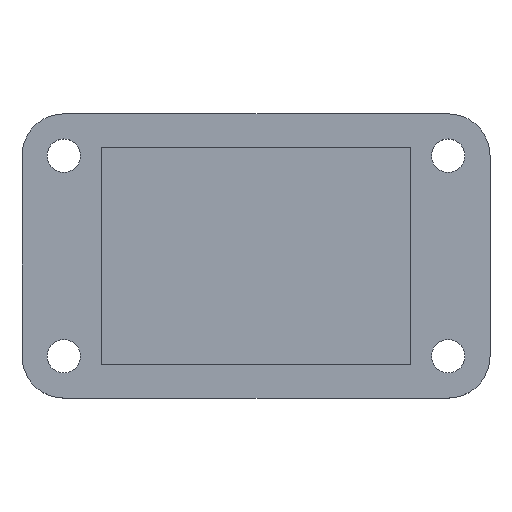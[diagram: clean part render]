
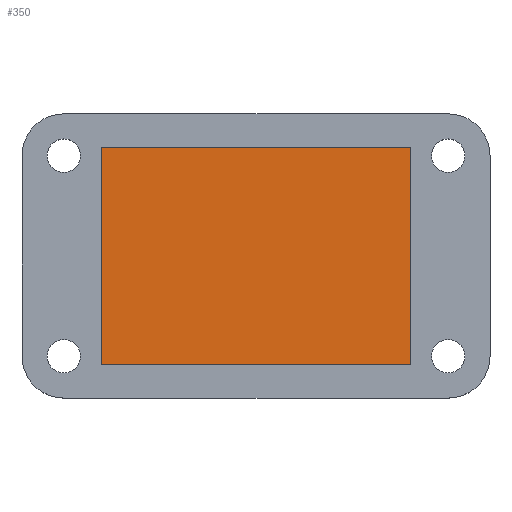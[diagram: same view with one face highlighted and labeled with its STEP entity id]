
A CAD part, top view. The second image highlights one B-rep face of the part: STEP entity #350.
In plain terms, the highlighted planar face has unit normal (0, 0, 1).
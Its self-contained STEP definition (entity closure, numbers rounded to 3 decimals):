
#52=FACE_OUTER_BOUND('',#71,.T.);
#71=EDGE_LOOP('',(#255,#256,#257,#258));
#97=LINE('',#526,#129);
#101=LINE('',#533,#133);
#103=LINE('',#538,#135);
#106=LINE('',#542,#138);
#129=VECTOR('',#420,10.);
#133=VECTOR('',#426,10.);
#135=VECTOR('',#430,10.);
#138=VECTOR('',#435,10.);
#161=VERTEX_POINT('',#523);
#162=VERTEX_POINT('',#525);
#164=VERTEX_POINT('',#531);
#166=VERTEX_POINT('',#537);
#193=EDGE_CURVE('',#162,#161,#97,.T.);
#197=EDGE_CURVE('',#161,#164,#101,.T.);
#199=EDGE_CURVE('',#166,#162,#103,.T.);
#202=EDGE_CURVE('',#164,#166,#106,.T.);
#255=ORIENTED_EDGE('',*,*,#197,.T.);
#256=ORIENTED_EDGE('',*,*,#202,.T.);
#257=ORIENTED_EDGE('',*,*,#199,.T.);
#258=ORIENTED_EDGE('',*,*,#193,.T.);
#339=PLANE('',#383);
#350=ADVANCED_FACE('',(#52),#339,.T.);
#383=AXIS2_PLACEMENT_3D('',#543,#436,#437);
#420=DIRECTION('',(-1.,0.,0.));
#426=DIRECTION('',(0.,-1.,0.));
#430=DIRECTION('',(0.,1.,0.));
#435=DIRECTION('',(1.,0.,0.));
#436=DIRECTION('center_axis',(0.,0.,1.));
#437=DIRECTION('ref_axis',(1.,0.,0.));
#523=CARTESIAN_POINT('',(410.45,119.451,3.6));
#525=CARTESIAN_POINT('',(428.95,119.451,3.6));
#526=CARTESIAN_POINT('',(428.95,119.451,3.6));
#531=CARTESIAN_POINT('',(410.45,106.451,3.6));
#533=CARTESIAN_POINT('',(410.45,119.451,3.6));
#537=CARTESIAN_POINT('',(428.95,106.451,3.6));
#538=CARTESIAN_POINT('',(428.95,106.451,3.6));
#542=CARTESIAN_POINT('',(410.45,106.451,3.6));
#543=CARTESIAN_POINT('Origin',(419.7,112.951,3.6));
